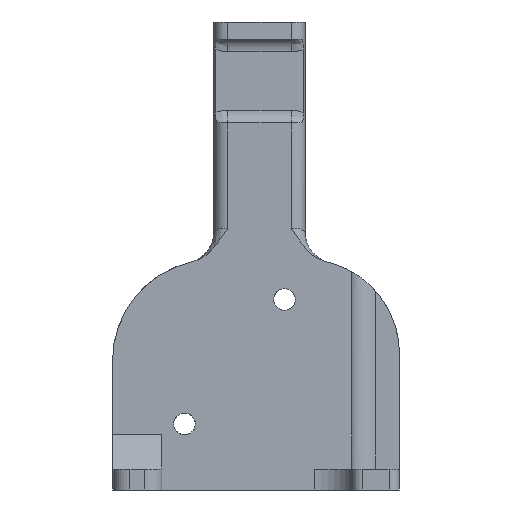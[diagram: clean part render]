
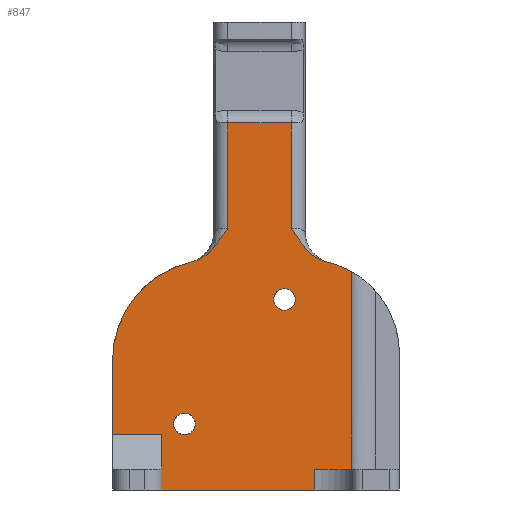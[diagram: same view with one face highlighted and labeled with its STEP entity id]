
A CAD part, front view. The second image highlights one B-rep face of the part: STEP entity #847.
In plain terms, the highlighted planar face has unit normal (0, -1, 0).
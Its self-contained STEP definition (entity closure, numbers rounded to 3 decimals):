
#23=FACE_BOUND('',#117,.T.);
#24=FACE_BOUND('',#118,.T.);
#31=ELLIPSE('',#912,1.55,1.55);
#32=ELLIPSE('',#913,1.55,1.55);
#35=B_SPLINE_CURVE_WITH_KNOTS('',3,(#1243,#1244,#1245,#1246,#1247,#1248,
#1249,#1250,#1251,#1252),.UNSPECIFIED.,.F.,.F.,(4,2,2,2,4),(-0.001,
0.,0.288,0.505,0.682),.UNSPECIFIED.);
#36=B_SPLINE_CURVE_WITH_KNOTS('',3,(#1260,#1261,#1262,#1263,#1264,#1265,
#1266,#1267,#1268,#1269),.UNSPECIFIED.,.F.,.F.,(4,2,2,2,4),(0.,0.2,
0.469,0.837,0.838),.UNSPECIFIED.);
#50=PLANE('',#909);
#70=FACE_OUTER_BOUND('',#116,.T.);
#116=EDGE_LOOP('',(#571,#572,#573,#574,#575,#576,#577,#578,#579,#580,#581,
#582,#583,#584));
#117=EDGE_LOOP('',(#585));
#118=EDGE_LOOP('',(#586));
#170=LINE('',#1234,#241);
#171=LINE('',#1237,#242);
#172=LINE('',#1239,#243);
#173=LINE('',#1254,#244);
#174=LINE('',#1256,#245);
#175=LINE('',#1258,#246);
#176=LINE('',#1273,#247);
#177=LINE('',#1275,#248);
#178=LINE('',#1277,#249);
#179=LINE('',#1278,#250);
#241=VECTOR('',#997,6.);
#242=VECTOR('',#1000,10.);
#243=VECTOR('',#1001,10.);
#244=VECTOR('',#1004,10.);
#245=VECTOR('',#1005,10.);
#246=VECTOR('',#1006,10.);
#247=VECTOR('',#1009,10.);
#248=VECTOR('',#1010,10.);
#249=VECTOR('',#1011,10.);
#250=VECTOR('',#1012,10.);
#313=CIRCLE('',#910,13.5);
#314=CIRCLE('',#911,14.5);
#351=VERTEX_POINT('',#1227);
#354=VERTEX_POINT('',#1232);
#355=VERTEX_POINT('',#1236);
#356=VERTEX_POINT('',#1238);
#357=VERTEX_POINT('',#1240);
#358=VERTEX_POINT('',#1242);
#359=VERTEX_POINT('',#1253);
#360=VERTEX_POINT('',#1255);
#361=VERTEX_POINT('',#1257);
#362=VERTEX_POINT('',#1259);
#363=VERTEX_POINT('',#1270);
#364=VERTEX_POINT('',#1272);
#365=VERTEX_POINT('',#1274);
#366=VERTEX_POINT('',#1276);
#367=VERTEX_POINT('',#1279);
#368=VERTEX_POINT('',#1281);
#440=EDGE_CURVE('',#354,#351,#170,.T.);
#441=EDGE_CURVE('',#354,#355,#171,.T.);
#442=EDGE_CURVE('',#355,#356,#172,.T.);
#443=EDGE_CURVE('',#357,#356,#313,.T.);
#444=EDGE_CURVE('',#358,#357,#35,.T.);
#445=EDGE_CURVE('',#359,#358,#173,.T.);
#446=EDGE_CURVE('',#359,#360,#174,.T.);
#447=EDGE_CURVE('',#361,#360,#175,.T.);
#448=EDGE_CURVE('',#362,#361,#36,.T.);
#449=EDGE_CURVE('',#362,#363,#314,.T.);
#450=EDGE_CURVE('',#363,#364,#176,.T.);
#451=EDGE_CURVE('',#365,#364,#177,.T.);
#452=EDGE_CURVE('',#366,#365,#178,.T.);
#453=EDGE_CURVE('',#366,#351,#179,.T.);
#454=EDGE_CURVE('',#367,#367,#31,.T.);
#455=EDGE_CURVE('',#368,#368,#32,.T.);
#571=ORIENTED_EDGE('',*,*,#440,.F.);
#572=ORIENTED_EDGE('',*,*,#441,.T.);
#573=ORIENTED_EDGE('',*,*,#442,.T.);
#574=ORIENTED_EDGE('',*,*,#443,.F.);
#575=ORIENTED_EDGE('',*,*,#444,.F.);
#576=ORIENTED_EDGE('',*,*,#445,.F.);
#577=ORIENTED_EDGE('',*,*,#446,.T.);
#578=ORIENTED_EDGE('',*,*,#447,.F.);
#579=ORIENTED_EDGE('',*,*,#448,.F.);
#580=ORIENTED_EDGE('',*,*,#449,.T.);
#581=ORIENTED_EDGE('',*,*,#450,.T.);
#582=ORIENTED_EDGE('',*,*,#451,.F.);
#583=ORIENTED_EDGE('',*,*,#452,.F.);
#584=ORIENTED_EDGE('',*,*,#453,.T.);
#585=ORIENTED_EDGE('',*,*,#454,.T.);
#586=ORIENTED_EDGE('',*,*,#455,.T.);
#847=ADVANCED_FACE('',(#70,#23,#24),#50,.T.);
#909=AXIS2_PLACEMENT_3D('',#1235,#998,#999);
#910=AXIS2_PLACEMENT_3D('',#1241,#1002,#1003);
#911=AXIS2_PLACEMENT_3D('',#1271,#1007,#1008);
#912=AXIS2_PLACEMENT_3D('',#1280,#1013,#1014);
#913=AXIS2_PLACEMENT_3D('',#1282,#1015,#1016);
#997=DIRECTION('',(0.,0.,-1.));
#998=DIRECTION('center_axis',(0.,-1.,0.));
#999=DIRECTION('ref_axis',(0.,0.,-1.));
#1000=DIRECTION('',(1.,0.,0.));
#1001=DIRECTION('',(0.,0.,1.));
#1002=DIRECTION('center_axis',(0.,1.,0.));
#1003=DIRECTION('ref_axis',(0.707,0.,0.707));
#1004=DIRECTION('',(0.,0.,-1.));
#1005=DIRECTION('',(-1.,0.,0.));
#1006=DIRECTION('',(0.,0.,1.));
#1007=DIRECTION('center_axis',(0.,-1.,0.));
#1008=DIRECTION('ref_axis',(-0.707,0.,0.707));
#1009=DIRECTION('',(0.,0.,-1.));
#1010=DIRECTION('',(-1.,0.,0.));
#1011=DIRECTION('',(0.,0.,1.));
#1012=DIRECTION('',(1.,0.,0.));
#1013=DIRECTION('center_axis',(0.,1.,0.));
#1014=DIRECTION('ref_axis',(0.,0.,1.));
#1015=DIRECTION('center_axis',(0.,1.,0.));
#1016=DIRECTION('ref_axis',(0.,0.,1.));
#1227=CARTESIAN_POINT('',(135.015,167.881,97.45));
#1232=CARTESIAN_POINT('',(135.015,167.881,100.45));
#1234=CARTESIAN_POINT('',(135.015,167.881,97.45));
#1235=CARTESIAN_POINT('Origin',(126.763,167.881,113.95));
#1236=CARTESIAN_POINT('',(140.345,167.881,100.45));
#1237=CARTESIAN_POINT('',(133.705,167.881,100.45));
#1238=CARTESIAN_POINT('',(140.345,167.881,128.691));
#1239=CARTESIAN_POINT('',(140.345,167.881,97.45));
#1240=CARTESIAN_POINT('',(136.819,167.881,130.08));
#1241=CARTESIAN_POINT('Origin',(133.681,167.881,116.95));
#1242=CARTESIAN_POINT('',(131.681,167.881,134.839));
#1243=CARTESIAN_POINT('Ctrl Pts',(131.681,167.881,134.839));
#1244=CARTESIAN_POINT('Ctrl Pts',(131.683,167.881,134.836));
#1245=CARTESIAN_POINT('Ctrl Pts',(131.685,167.881,134.834));
#1246=CARTESIAN_POINT('Ctrl Pts',(132.31,167.881,134.102));
#1247=CARTESIAN_POINT('Ctrl Pts',(132.724,167.881,133.374));
#1248=CARTESIAN_POINT('Ctrl Pts',(133.714,167.881,132.052));
#1249=CARTESIAN_POINT('Ctrl Pts',(134.265,167.881,131.416));
#1250=CARTESIAN_POINT('Ctrl Pts',(135.621,167.881,130.477));
#1251=CARTESIAN_POINT('Ctrl Pts',(136.236,167.881,130.22));
#1252=CARTESIAN_POINT('Ctrl Pts',(136.819,167.881,130.08));
#1253=CARTESIAN_POINT('',(131.681,167.881,150.));
#1254=CARTESIAN_POINT('',(131.681,167.881,122.2));
#1255=CARTESIAN_POINT('',(122.599,167.881,150.));
#1256=CARTESIAN_POINT('',(130.222,167.881,150.));
#1257=CARTESIAN_POINT('',(122.599,167.881,134.844));
#1258=CARTESIAN_POINT('',(122.599,167.881,122.2));
#1259=CARTESIAN_POINT('',(117.406,167.881,130.094));
#1260=CARTESIAN_POINT('Ctrl Pts',(117.406,167.881,130.094));
#1261=CARTESIAN_POINT('Ctrl Pts',(118.056,167.881,130.241));
#1262=CARTESIAN_POINT('Ctrl Pts',(118.666,167.881,130.514));
#1263=CARTESIAN_POINT('Ctrl Pts',(119.969,167.881,131.393));
#1264=CARTESIAN_POINT('Ctrl Pts',(120.525,167.881,132.018));
#1265=CARTESIAN_POINT('Ctrl Pts',(121.536,167.881,133.34));
#1266=CARTESIAN_POINT('Ctrl Pts',(121.961,167.881,134.087));
#1267=CARTESIAN_POINT('Ctrl Pts',(122.595,167.881,134.84));
#1268=CARTESIAN_POINT('Ctrl Pts',(122.597,167.881,134.842));
#1269=CARTESIAN_POINT('Ctrl Pts',(122.599,167.881,134.844));
#1270=CARTESIAN_POINT('',(106.099,167.881,115.95));
#1271=CARTESIAN_POINT('Origin',(120.599,167.881,115.95));
#1272=CARTESIAN_POINT('',(106.099,167.881,105.45));
#1273=CARTESIAN_POINT('',(106.099,167.881,100.45));
#1274=CARTESIAN_POINT('',(113.181,167.881,105.45));
#1275=CARTESIAN_POINT('',(118.201,167.881,105.45));
#1276=CARTESIAN_POINT('',(113.181,167.881,97.45));
#1277=CARTESIAN_POINT('',(113.181,167.881,107.2));
#1278=CARTESIAN_POINT('',(113.181,167.881,97.45));
#1279=CARTESIAN_POINT('',(130.725,167.881,123.183));
#1280=CARTESIAN_POINT('Origin',(130.725,167.881,124.733));
#1281=CARTESIAN_POINT('',(116.393,167.881,105.347));
#1282=CARTESIAN_POINT('Origin',(116.393,167.881,106.897));
